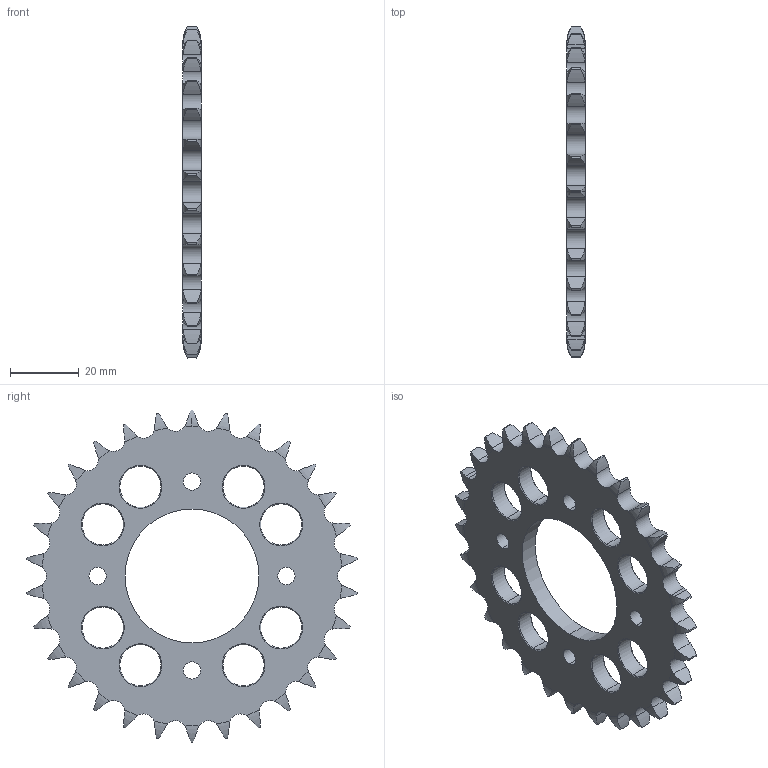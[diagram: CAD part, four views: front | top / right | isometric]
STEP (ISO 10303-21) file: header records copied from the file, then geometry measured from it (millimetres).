
FILE_DESCRIPTION (( 'STEP AP203' ), '1' );
FILE_NAME ('30T 06b1.STEP', '2017-03-10T10:14:36', ( '' ), ( '' ), 'SwSTEP 2.0', 'SolidWorks 2015', '' );
FILE_SCHEMA (( 'CONFIG_CONTROL_DESIGN' ));
Length unit declared in the file: millimetre
Products named in the file (1): 30T 06b1
Bounding box: 5.32 x 96.2 x 96.68 mm (x, y, z)
Volume: 21122 mm3; surface area: 12851.5 mm2
Topology: 1 solids, 1 shells, 265 faces, 747 edges, 484 vertices
Faces by surface type: cylinder 161, torus 62, cone 40, plane 2
Entity records: 9468 total; most frequent: CARTESIAN_POINT 2721, ORIENTED_EDGE 1494, DIRECTION 1321, EDGE_CURVE 747, AXIS2_PLACEMENT_3D 560, VERTEX_POINT 484, CIRCLE 294, EDGE_LOOP 291
